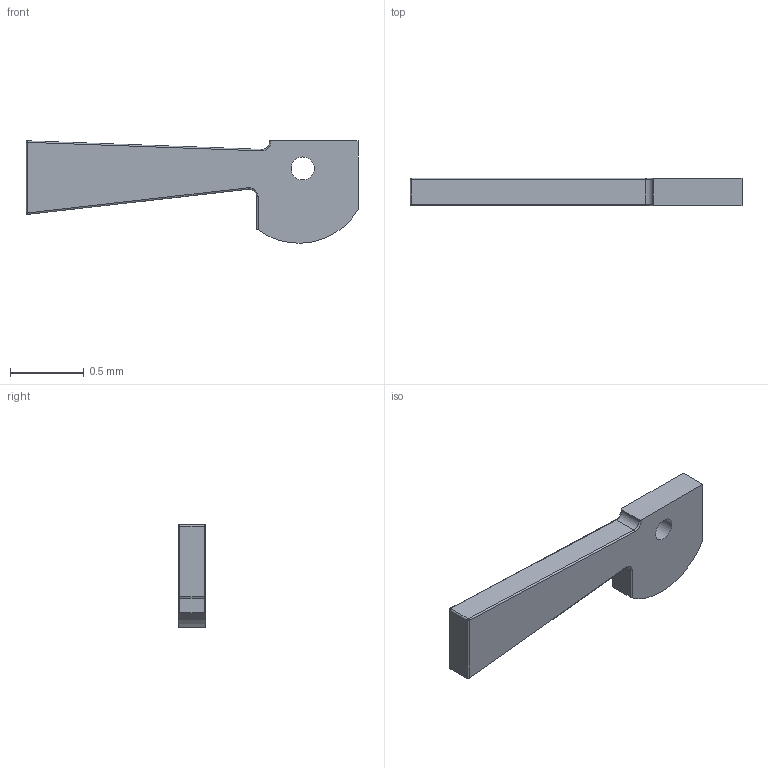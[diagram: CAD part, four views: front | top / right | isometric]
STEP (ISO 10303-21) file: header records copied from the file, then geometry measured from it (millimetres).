
FILE_DESCRIPTION(('produced by SPATIAL CORP'),'2;1');
FILE_NAME( 'SingleCam1.hh.sat.stp','2002-04-19T11:16:01+00:00',('SPATIAL CORP'),('SPATIAL CORP' ),'ACIS STEP Husk','http://www.spatial.com','SPATIAL CORP');
FILE_SCHEMA(('CONFIG_CONTROL_DESIGN'));
Length unit declared in the file: millimetre
Products named in the file (1): PRODUCT_ID_1
Bounding box: 2.25 x 0.19 x 0.69 mm (x, y, z)
Volume: 0.2 mm3; surface area: 3.2 mm2
Topology: 1 solids, 1 shells, 39 faces, 91 edges, 54 vertices
Faces by surface type: cylinder 17, plane 9, torus 8, bspline 5
Entity records: 1309 total; most frequent: CARTESIAN_POINT 364, DIRECTION 182, ORIENTED_EDGE 182, EDGE_CURVE 91, AXIS2_PLACEMENT_3D 72, VERTEX_POINT 54, CIRCLE 43, EDGE_LOOP 41
